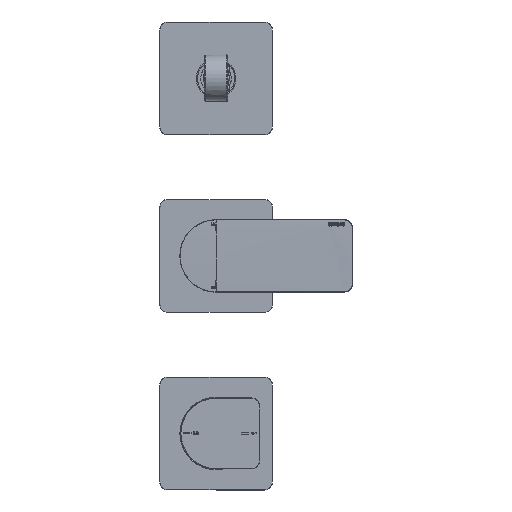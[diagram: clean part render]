
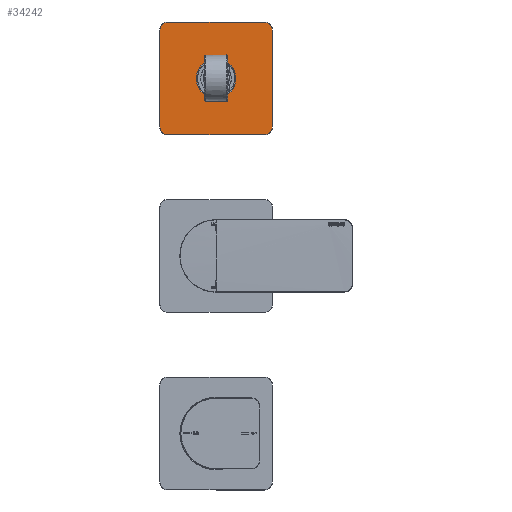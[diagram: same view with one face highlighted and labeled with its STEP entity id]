
A CAD part, top view. The second image highlights one B-rep face of the part: STEP entity #34242.
In plain terms, the highlighted planar face has unit normal (0, 0, 1).
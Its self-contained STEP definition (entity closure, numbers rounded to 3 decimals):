
#2560=LINE('',#68798,#4667);
#2561=LINE('',#68802,#4668);
#2562=LINE('',#68806,#4669);
#2563=LINE('',#68810,#4670);
#4667=VECTOR('',#56583,1000.);
#4668=VECTOR('',#56586,1000.);
#4669=VECTOR('',#56589,1000.);
#4670=VECTOR('',#56592,1000.);
#7052=PLANE('',#51454);
#9845=ORIENTED_EDGE('',*,*,#18567,.T.);
#9846=ORIENTED_EDGE('',*,*,#18568,.T.);
#9847=ORIENTED_EDGE('',*,*,#18569,.T.);
#9848=ORIENTED_EDGE('',*,*,#18570,.T.);
#9849=ORIENTED_EDGE('',*,*,#18571,.T.);
#9850=ORIENTED_EDGE('',*,*,#18572,.T.);
#9851=ORIENTED_EDGE('',*,*,#18573,.T.);
#9852=ORIENTED_EDGE('',*,*,#18574,.T.);
#9853=ORIENTED_EDGE('',*,*,#18575,.T.);
#18567=EDGE_CURVE('',#23081,#23081,#26030,.F.);
#18568=EDGE_CURVE('',#23082,#23083,#26031,.T.);
#18569=EDGE_CURVE('',#23083,#23084,#2560,.F.);
#18570=EDGE_CURVE('',#23084,#23085,#26032,.T.);
#18571=EDGE_CURVE('',#23085,#23086,#2561,.F.);
#18572=EDGE_CURVE('',#23086,#23087,#26033,.T.);
#18573=EDGE_CURVE('',#23087,#23088,#2562,.F.);
#18574=EDGE_CURVE('',#23088,#23089,#26034,.T.);
#18575=EDGE_CURVE('',#23089,#23082,#2563,.F.);
#23081=VERTEX_POINT('',#68794);
#23082=VERTEX_POINT('',#68796);
#23083=VERTEX_POINT('',#68797);
#23084=VERTEX_POINT('',#68799);
#23085=VERTEX_POINT('',#68801);
#23086=VERTEX_POINT('',#68803);
#23087=VERTEX_POINT('',#68805);
#23088=VERTEX_POINT('',#68807);
#23089=VERTEX_POINT('',#68809);
#26030=CIRCLE('',#51455,12.2);
#26031=CIRCLE('',#51456,4.8);
#26032=CIRCLE('',#51457,4.8);
#26033=CIRCLE('',#51458,4.8);
#26034=CIRCLE('',#51459,4.8);
#27992=EDGE_LOOP('',(#9845));
#27993=EDGE_LOOP('',(#9846,#9847,#9848,#9849,#9850,#9851,#9852,#9853));
#30912=FACE_BOUND('',#27992,.T.);
#30913=FACE_BOUND('',#27993,.T.);
#34242=ADVANCED_FACE('',(#30912,#30913),#7052,.T.);
#51454=AXIS2_PLACEMENT_3D('',#68792,#56577,#56578);
#51455=AXIS2_PLACEMENT_3D('',#68793,#56579,#56580);
#51456=AXIS2_PLACEMENT_3D('',#68795,#56581,#56582);
#51457=AXIS2_PLACEMENT_3D('',#68800,#56584,#56585);
#51458=AXIS2_PLACEMENT_3D('',#68804,#56587,#56588);
#51459=AXIS2_PLACEMENT_3D('',#68808,#56590,#56591);
#56577=DIRECTION('',(0.,0.,1.));
#56578=DIRECTION('',(1.,0.,0.));
#56579=DIRECTION('',(0.,0.,1.));
#56580=DIRECTION('',(1.,0.,0.));
#56581=DIRECTION('',(0.,0.,1.));
#56582=DIRECTION('',(1.,0.,0.));
#56583=DIRECTION('',(0.,-1.,0.));
#56584=DIRECTION('',(0.,0.,1.));
#56585=DIRECTION('',(1.,0.,0.));
#56586=DIRECTION('',(1.,0.,0.));
#56587=DIRECTION('',(0.,0.,1.));
#56588=DIRECTION('',(1.,0.,0.));
#56589=DIRECTION('',(0.,1.,0.));
#56590=DIRECTION('',(0.,0.,1.));
#56591=DIRECTION('',(1.,0.,0.));
#56592=DIRECTION('',(-1.,0.,0.));
#68792=CARTESIAN_POINT('',(-13.156,-13.156,12.));
#68793=CARTESIAN_POINT('',(0.,0.,12.));
#68794=CARTESIAN_POINT('',(12.2,0.,12.));
#68795=CARTESIAN_POINT('',(30.,-30.,12.));
#68796=CARTESIAN_POINT('',(30.,-34.8,12.));
#68797=CARTESIAN_POINT('',(34.8,-30.,12.));
#68798=CARTESIAN_POINT('',(34.8,-13.156,12.));
#68799=CARTESIAN_POINT('',(34.8,30.,12.));
#68800=CARTESIAN_POINT('',(30.,30.,12.));
#68801=CARTESIAN_POINT('',(30.,34.8,12.));
#68802=CARTESIAN_POINT('',(-13.156,34.8,12.));
#68803=CARTESIAN_POINT('',(-30.,34.8,12.));
#68804=CARTESIAN_POINT('',(-30.,30.,12.));
#68805=CARTESIAN_POINT('',(-34.8,30.,12.));
#68806=CARTESIAN_POINT('',(-34.8,-13.156,12.));
#68807=CARTESIAN_POINT('',(-34.8,-30.,12.));
#68808=CARTESIAN_POINT('',(-30.,-30.,12.));
#68809=CARTESIAN_POINT('',(-30.,-34.8,12.));
#68810=CARTESIAN_POINT('',(-13.156,-34.8,12.));
